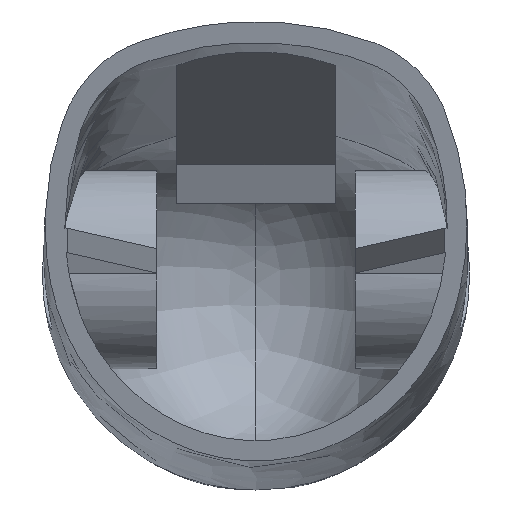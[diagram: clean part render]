
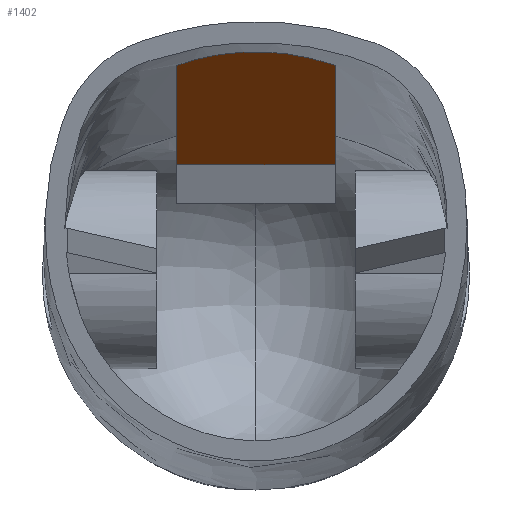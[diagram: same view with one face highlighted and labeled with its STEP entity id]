
A CAD part, front view. The second image highlights one B-rep face of the part: STEP entity #1402.
In plain terms, the highlighted planar face has unit normal (0, -0.551, -0.835).
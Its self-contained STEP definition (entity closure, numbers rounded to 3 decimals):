
#209 = CARTESIAN_POINT ( 'NONE',  ( -3.208, 56.69, 11.698 ) ) ;
#219 = CARTESIAN_POINT ( 'NONE',  ( -4., 57.073, 11.445 ) ) ;
#319 = CARTESIAN_POINT ( 'NONE',  ( -2.412, 56.413, 11.88 ) ) ;
#373 = CARTESIAN_POINT ( 'NONE',  ( 4., 60.334, 9.291 ) ) ;
#514 = ORIENTED_EDGE ( 'NONE', *, *, #8449, .F. ) ;
#1232 = CARTESIAN_POINT ( 'NONE',  ( -2.243, 56.363, 11.914 ) ) ;
#1402 = ADVANCED_FACE ( 'NONE', ( #7211 ), #4693, .F. ) ;
#1650 = CARTESIAN_POINT ( 'NONE',  ( 2.74, 56.52, 11.81 ) ) ;
#1733 = CARTESIAN_POINT ( 'NONE',  ( 4., 64.664, 6.432 ) ) ;
#1816 = CARTESIAN_POINT ( 'NONE',  ( 2.29, 56.376, 11.905 ) ) ;
#1878 = VERTEX_POINT ( 'NONE', #10697 ) ;
#2089 = CARTESIAN_POINT ( 'NONE',  ( -2.691, 56.503, 11.821 ) ) ;
#2252 = ORIENTED_EDGE ( 'NONE', *, *, #3488, .T. ) ;
#2406 = VERTEX_POINT ( 'NONE', #1733 ) ;
#2484 = CARTESIAN_POINT ( 'NONE',  ( 4., 64.664, 6.432 ) ) ;
#2668 = CARTESIAN_POINT ( 'NONE',  ( 2.542, 56.455, 11.853 ) ) ;
#2777 = CARTESIAN_POINT ( 'NONE',  ( 0.356, 56.043, 12.125 ) ) ;
#2805 = CARTESIAN_POINT ( 'NONE',  ( 4., 57.073, 11.445 ) ) ;
#3488 = EDGE_CURVE ( 'NONE', #9760, #5308, #5098, .T. ) ;
#3533 = DIRECTION ( 'NONE',  ( 0., 0.834, -0.551 ) ) ;
#3689 = CARTESIAN_POINT ( 'NONE',  ( -3.684, 56.908, 11.554 ) ) ;
#3938 = ORIENTED_EDGE ( 'NONE', *, *, #6621, .F. ) ;
#4196 = DIRECTION ( 'NONE',  ( -1., 0., 0. ) ) ;
#4693 = PLANE ( 'NONE',  #6848 ) ;
#5098 = B_SPLINE_CURVE_WITH_KNOTS ( 'NONE', 3,
 ( #9478, #7014, #10497, #1650, #2668, #6163, #9646, #1816, #5300, #5355, #9918, #2777, #8209, #8151, #1232, #7180, #319, #7289, #2089, #209, #3689, #10662 ),
 .UNSPECIFIED., .F., .F.,
 ( 4, 1, 2, 2, 1, 1, 2, 2, 1, 2, 2, 1, 1, 4 ),
 ( 0., 0.125, 0.187, 0.203, 0.219, 0.25, 0.375, 0.5, 0.75, 0.781, 0.797, 0.812, 0.875, 1. ),
 .UNSPECIFIED. ) ;
#5300 = CARTESIAN_POINT ( 'NONE',  ( 1.819, 56.243, 11.993 ) ) ;
#5308 = VERTEX_POINT ( 'NONE', #219 ) ;
#5355 = CARTESIAN_POINT ( 'NONE',  ( 1.389, 56.158, 12.049 ) ) ;
#5609 = DIRECTION ( 'NONE',  ( 0., 0.551, 0.834 ) ) ;
#5971 = LINE ( 'NONE', #2484, #7051 ) ;
#6013 = EDGE_LOOP ( 'NONE', ( #3938, #2252, #10077, #514 ) ) ;
#6117 = LINE ( 'NONE', #8751, #7406 ) ;
#6163 = CARTESIAN_POINT ( 'NONE',  ( 2.504, 56.442, 11.861 ) ) ;
#6354 = DIRECTION ( 'NONE',  ( 1., 0., 0. ) ) ;
#6409 = CARTESIAN_POINT ( 'NONE',  ( 4., 60.334, 9.291 ) ) ;
#6485 = LINE ( 'NONE', #373, #7040 ) ;
#6621 = EDGE_CURVE ( 'NONE', #9760, #2406, #6485, .T. ) ;
#6848 = AXIS2_PLACEMENT_3D ( 'NONE', #6409, #5609, #6354 ) ;
#7014 = CARTESIAN_POINT ( 'NONE',  ( 3.686, 56.909, 11.553 ) ) ;
#7040 = VECTOR ( 'NONE', #10659, 1000. ) ;
#7051 = VECTOR ( 'NONE', #4196, 1000. ) ;
#7180 = CARTESIAN_POINT ( 'NONE',  ( -2.372, 56.401, 11.888 ) ) ;
#7211 = FACE_OUTER_BOUND ( 'NONE', #6013, .T. ) ;
#7289 = CARTESIAN_POINT ( 'NONE',  ( -2.491, 56.438, 11.864 ) ) ;
#7406 = VECTOR ( 'NONE', #3533, 1000. ) ;
#8151 = CARTESIAN_POINT ( 'NONE',  ( -1.467, 56.144, 12.058 ) ) ;
#8209 = CARTESIAN_POINT ( 'NONE',  ( -0.688, 56.042, 12.125 ) ) ;
#8449 = EDGE_CURVE ( 'NONE', #2406, #1878, #5971, .T. ) ;
#8751 = CARTESIAN_POINT ( 'NONE',  ( -4., 60.334, 9.291 ) ) ;
#9075 = EDGE_CURVE ( 'NONE', #5308, #1878, #6117, .T. ) ;
#9478 = CARTESIAN_POINT ( 'NONE',  ( 4., 57.073, 11.445 ) ) ;
#9646 = CARTESIAN_POINT ( 'NONE',  ( 2.419, 56.415, 11.879 ) ) ;
#9760 = VERTEX_POINT ( 'NONE', #2805 ) ;
#9918 = CARTESIAN_POINT ( 'NONE',  ( 0.7, 56.066, 12.109 ) ) ;
#10077 = ORIENTED_EDGE ( 'NONE', *, *, #9075, .T. ) ;
#10497 = CARTESIAN_POINT ( 'NONE',  ( 3.214, 56.692, 11.696 ) ) ;
#10659 = DIRECTION ( 'NONE',  ( 0., 0.834, -0.551 ) ) ;
#10662 = CARTESIAN_POINT ( 'NONE',  ( -4., 57.073, 11.445 ) ) ;
#10697 = CARTESIAN_POINT ( 'NONE',  ( -4., 64.664, 6.432 ) ) ;
